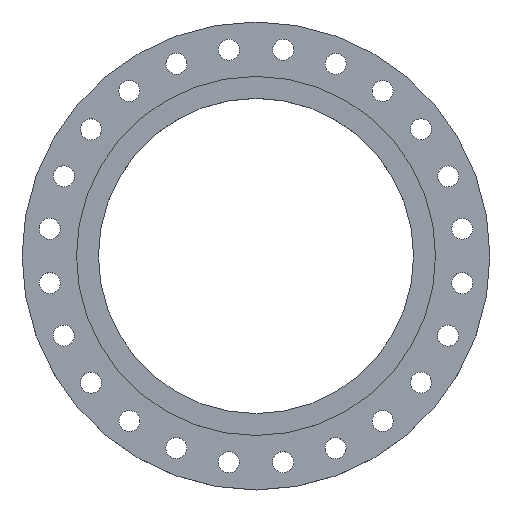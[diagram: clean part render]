
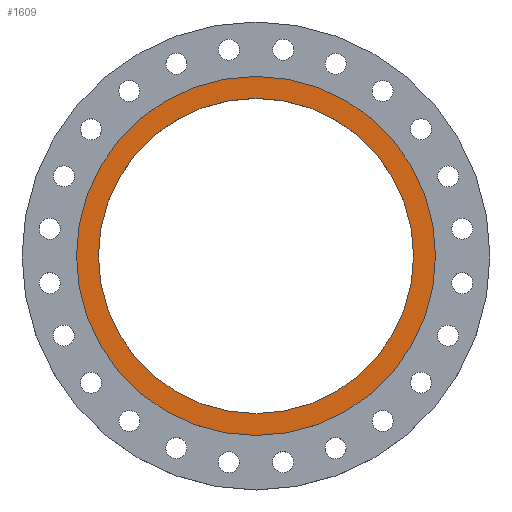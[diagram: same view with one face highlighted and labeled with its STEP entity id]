
A CAD part, top view. The second image highlights one B-rep face of the part: STEP entity #1609.
In plain terms, the highlighted planar face has unit normal (0, 0, 1).
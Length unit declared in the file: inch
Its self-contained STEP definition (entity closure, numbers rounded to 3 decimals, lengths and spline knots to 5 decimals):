
#9 = VERTEX_POINT ( 'NONE', #1521 ) ;
#45 = EDGE_CURVE ( 'NONE', #1078, #9, #709, .T. ) ;
#236 = AXIS2_PLACEMENT_3D ( 'NONE', #729, #566, #761 ) ;
#265 = FACE_OUTER_BOUND ( 'NONE', #1470, .T. ) ;
#266 = DIRECTION ( 'NONE',  ( 0., 0., 1. ) ) ;
#398 = PLANE ( 'NONE',  #2026 ) ;
#411 = CIRCLE ( 'NONE', #236, 13.81 ) ;
#420 = CARTESIAN_POINT ( 'NONE',  ( 0., 0., 0. ) ) ;
#430 = DIRECTION ( 'NONE',  ( 1., 0., 0. ) ) ;
#436 = AXIS2_PLACEMENT_3D ( 'NONE', #1603, #266, #430 ) ;
#566 = DIRECTION ( 'NONE',  ( 0., 0., 1. ) ) ;
#583 = EDGE_CURVE ( 'NONE', #1056, #1509, #603, .T. ) ;
#603 = CIRCLE ( 'NONE', #778, 12.125 ) ;
#676 = CARTESIAN_POINT ( 'NONE',  ( 0., 0., 0. ) ) ;
#682 = EDGE_CURVE ( 'NONE', #1509, #1056, #1383, .T. ) ;
#709 = CIRCLE ( 'NONE', #1944, 13.81 ) ;
#729 = CARTESIAN_POINT ( 'NONE',  ( 0., 0., 0. ) ) ;
#741 = DIRECTION ( 'NONE',  ( 1., 0., 0. ) ) ;
#761 = DIRECTION ( 'NONE',  ( 1., 0., 0. ) ) ;
#778 = AXIS2_PLACEMENT_3D ( 'NONE', #852, #1092, #1248 ) ;
#822 = DIRECTION ( 'NONE',  ( 0., 0., 1. ) ) ;
#852 = CARTESIAN_POINT ( 'NONE',  ( 0., 0., 0. ) ) ;
#931 = DIRECTION ( 'NONE',  ( 0., 0., 1. ) ) ;
#1056 = VERTEX_POINT ( 'NONE', #1365 ) ;
#1078 = VERTEX_POINT ( 'NONE', #1401 ) ;
#1092 = DIRECTION ( 'NONE',  ( 0., 0., 1. ) ) ;
#1181 = DIRECTION ( 'NONE',  ( 1., 0., 0. ) ) ;
#1192 = EDGE_LOOP ( 'NONE', ( #1452, #2164 ) ) ;
#1248 = DIRECTION ( 'NONE',  ( 1., 0., 0. ) ) ;
#1347 = ORIENTED_EDGE ( 'NONE', *, *, #45, .T. ) ;
#1365 = CARTESIAN_POINT ( 'NONE',  ( -12.125, 0., 0. ) ) ;
#1383 = CIRCLE ( 'NONE', #436, 12.125 ) ;
#1401 = CARTESIAN_POINT ( 'NONE',  ( -13.81, 0., 0. ) ) ;
#1452 = ORIENTED_EDGE ( 'NONE', *, *, #682, .F. ) ;
#1470 = EDGE_LOOP ( 'NONE', ( #1572, #1347 ) ) ;
#1509 = VERTEX_POINT ( 'NONE', #1547 ) ;
#1521 = CARTESIAN_POINT ( 'NONE',  ( 13.81, 0., 0. ) ) ;
#1547 = CARTESIAN_POINT ( 'NONE',  ( 12.125, 0., 0. ) ) ;
#1572 = ORIENTED_EDGE ( 'NONE', *, *, #1651, .T. ) ;
#1603 = CARTESIAN_POINT ( 'NONE',  ( 0., 0., 0. ) ) ;
#1609 = ADVANCED_FACE ( 'NONE', ( #1930, #265 ), #398, .T. ) ;
#1651 = EDGE_CURVE ( 'NONE', #9, #1078, #411, .T. ) ;
#1930 = FACE_BOUND ( 'NONE', #1192, .T. ) ;
#1944 = AXIS2_PLACEMENT_3D ( 'NONE', #676, #822, #1181 ) ;
#2026 = AXIS2_PLACEMENT_3D ( 'NONE', #420, #931, #741 ) ;
#2164 = ORIENTED_EDGE ( 'NONE', *, *, #583, .F. ) ;
